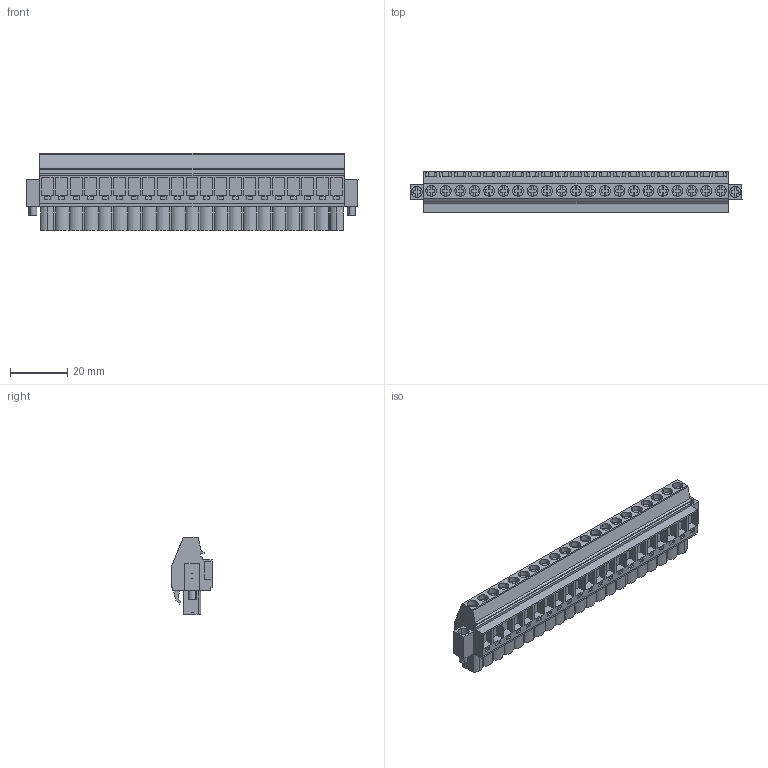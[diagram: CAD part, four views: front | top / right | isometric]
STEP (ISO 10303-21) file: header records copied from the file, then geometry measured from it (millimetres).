
FILE_DESCRIPTION(('CATIA V5 STEP','CAx-IF Rec.Pracs.--- Model Styling and Organization---1.2---2011-12-15'),'2;1');
FILE_NAME ('D1460177_0_1950500000_1950500000.stp','2017-09-09T10:07:45+00:00',('none'),('Weidmueller'),'CATIA Version 5-6 Release 2014','CATIA V5 STEP AP214','none');
FILE_SCHEMA(('AUTOMOTIVE_DESIGN { 1 0 10303 214 1 1 1 1 }'));
Length unit declared in the file: millimetre
Products named in the file (1): 1950500000
Bounding box: 116.48 x 14.1 x 27.1 mm (x, y, z)
Volume: 24615 mm3; surface area: 14651.9 mm2
Topology: 24 solids, 24 shells, 1402 faces, 3921 edges, 2658 vertices
Faces by surface type: plane 1191, cylinder 207, extrusion 4
Entity records: 42250 total; most frequent: CARTESIAN_POINT 8162, ORIENTED_EDGE 7842, DIRECTION 5619, EDGE_CURVE 3921, VECTOR 3411, LINE 3407, VERTEX_POINT 2658, EDGE_LOOP 1499
